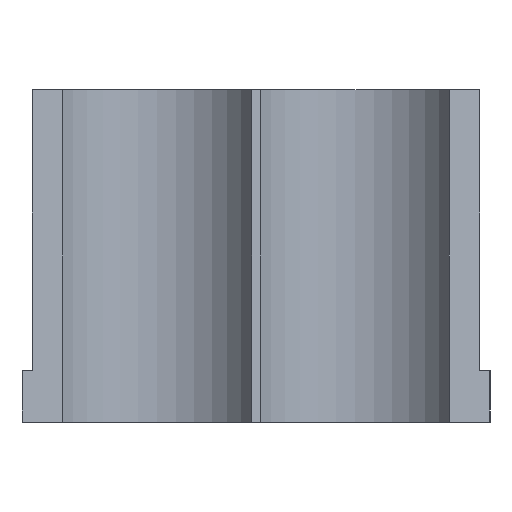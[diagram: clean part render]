
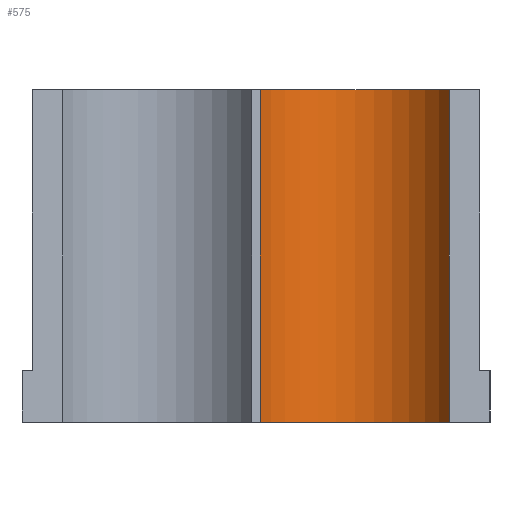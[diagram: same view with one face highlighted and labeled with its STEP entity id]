
A CAD part, left-side view. The second image highlights one B-rep face of the part: STEP entity #575.
In plain terms, the highlighted cylindrical face has radius 21 mm (diameter 42 mm), a partial arc.
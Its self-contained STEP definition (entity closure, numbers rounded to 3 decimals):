
#51=CYLINDRICAL_SURFACE('',#635,21.);
#76=FACE_OUTER_BOUND('',#116,.T.);
#116=EDGE_LOOP('',(#468,#469,#470,#471));
#166=LINE('',#919,#213);
#167=LINE('',#922,#214);
#213=VECTOR('',#741,10.);
#214=VECTOR('',#744,10.);
#246=CIRCLE('',#622,21.);
#255=CIRCLE('',#636,21.);
#286=VERTEX_POINT('',#889);
#287=VERTEX_POINT('',#891);
#299=VERTEX_POINT('',#917);
#300=VERTEX_POINT('',#921);
#345=EDGE_CURVE('',#287,#286,#246,.T.);
#359=EDGE_CURVE('',#286,#299,#166,.T.);
#360=EDGE_CURVE('',#300,#287,#167,.T.);
#370=EDGE_CURVE('',#300,#299,#255,.T.);
#468=ORIENTED_EDGE('',*,*,#359,.T.);
#469=ORIENTED_EDGE('',*,*,#370,.F.);
#470=ORIENTED_EDGE('',*,*,#360,.T.);
#471=ORIENTED_EDGE('',*,*,#345,.T.);
#575=ADVANCED_FACE('',(#76),#51,.F.);
#622=AXIS2_PLACEMENT_3D('',#892,#716,#717);
#635=AXIS2_PLACEMENT_3D('',#940,#758,#759);
#636=AXIS2_PLACEMENT_3D('',#941,#760,#761);
#716=DIRECTION('center_axis',(0.,0.,-1.));
#717=DIRECTION('ref_axis',(1.,0.,0.));
#741=DIRECTION('',(0.,0.,1.));
#744=DIRECTION('',(0.,0.,-1.));
#758=DIRECTION('center_axis',(0.,0.,1.));
#759=DIRECTION('ref_axis',(1.,0.,0.));
#760=DIRECTION('center_axis',(0.,0.,-1.));
#761=DIRECTION('ref_axis',(1.,0.,0.));
#889=CARTESIAN_POINT('',(207.5,2.813,0.));
#891=CARTESIAN_POINT('',(186.5,39.187,0.));
#892=CARTESIAN_POINT('Origin',(197.,21.,0.));
#917=CARTESIAN_POINT('',(207.5,2.813,64.));
#919=CARTESIAN_POINT('',(207.5,2.813,0.));
#921=CARTESIAN_POINT('',(186.5,39.187,64.));
#922=CARTESIAN_POINT('',(186.5,39.187,0.));
#940=CARTESIAN_POINT('Origin',(197.,21.,0.));
#941=CARTESIAN_POINT('Origin',(197.,21.,64.));
